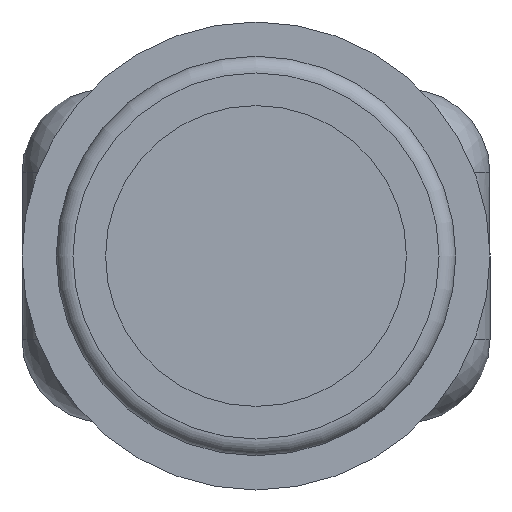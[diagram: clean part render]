
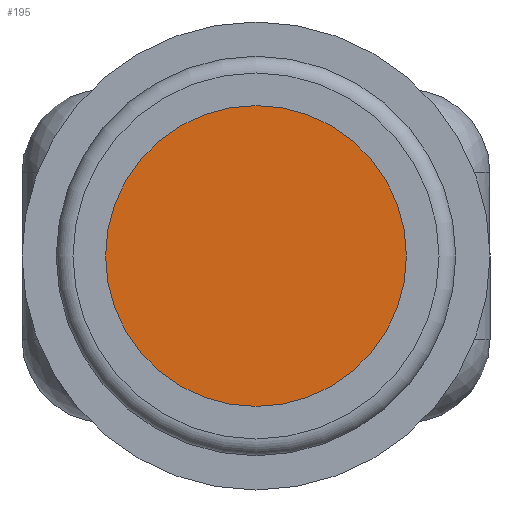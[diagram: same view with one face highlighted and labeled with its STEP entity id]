
A CAD part, front view. The second image highlights one B-rep face of the part: STEP entity #195.
In plain terms, the highlighted planar face has unit normal (0, -1, 0).
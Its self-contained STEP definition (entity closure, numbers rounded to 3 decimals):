
#195=ADVANCED_FACE('',(#475),#476,.F.);
#475=FACE_OUTER_BOUND('',#838,.T.);
#476=PLANE('',#839);
#838=EDGE_LOOP('',(#1397,#1398));
#839=AXIS2_PLACEMENT_3D('',#1399,#1400,#1401);
#1397=ORIENTED_EDGE('',*,*,#2333,.F.);
#1398=ORIENTED_EDGE('',*,*,#2334,.F.);
#1399=CARTESIAN_POINT('',(0.0,-14.0,0.0));
#1400=DIRECTION('',(0.0,1.0,0.0));
#1401=DIRECTION('',(1.0,0.0,-0.0));
#2333=EDGE_CURVE('',#2870,#2871,#2872,.T.);
#2334=EDGE_CURVE('',#2871,#2870,#2873,.T.);
#2870=VERTEX_POINT('',#3604);
#2871=VERTEX_POINT('',#3605);
#2872=CIRCLE('',#3606,4.5);
#2873=CIRCLE('',#3607,4.5);
#3604=CARTESIAN_POINT('',(4.5,-14.0,0.0));
#3605=CARTESIAN_POINT('',(-4.5,-14.0,0.));
#3606=AXIS2_PLACEMENT_3D('',#4241,#4242,#4243);
#3607=AXIS2_PLACEMENT_3D('',#4244,#4245,#4246);
#4241=CARTESIAN_POINT('',(0.0,-14.0,0.0));
#4242=DIRECTION('',(0.0,1.0,0.0));
#4243=DIRECTION('',(-1.0,0.0,0.0));
#4244=CARTESIAN_POINT('',(0.0,-14.0,0.0));
#4245=DIRECTION('',(0.0,1.0,0.0));
#4246=DIRECTION('',(-1.0,0.0,0.0));
